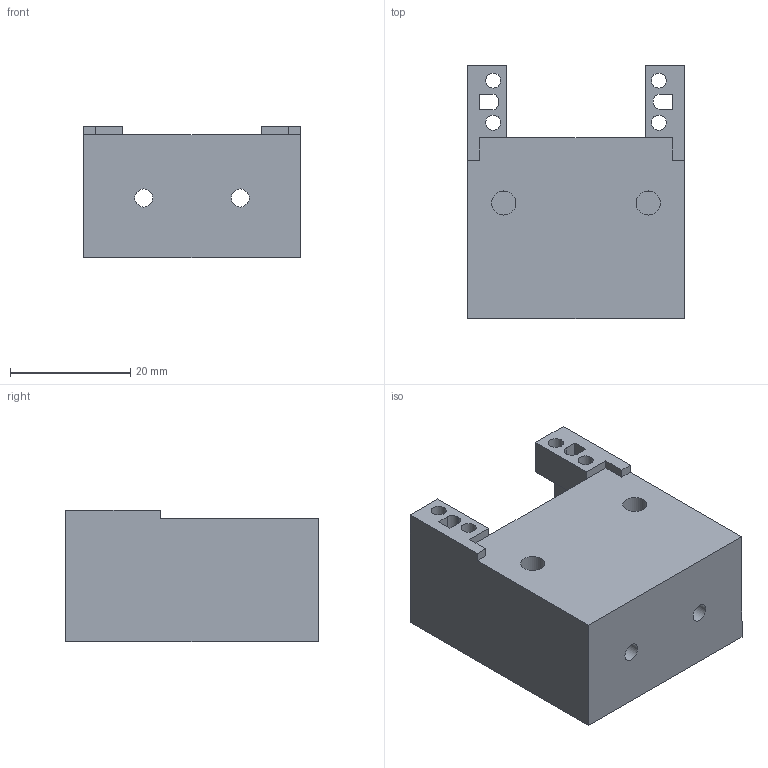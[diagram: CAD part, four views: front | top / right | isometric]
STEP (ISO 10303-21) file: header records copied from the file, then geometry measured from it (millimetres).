
FILE_DESCRIPTION(/* description */ (''),/* implementation_level */ '2;1');
FILE_NAME(/* name */ '',/* time_stamp */ '2025-12-26T15:28:07+03:00',/* author */ ('katya_notebook'),/* organization */ (''),/* preprocessor_version */ 'ST-DEVELOPER v20',/* originating_system */ 'Autodesk Inventor 2024',/* authorisation */ '');
FILE_SCHEMA (('AUTOMOTIVE_DESIGN { 1 0 10303 214 3 1 1 }'));
Length unit declared in the file: millimetre
Products named in the file (1): держатель сервомоторчика
Bounding box: 36 x 42 x 21.85 mm (x, y, z)
Volume: 13511.4 mm3; surface area: 8909.4 mm2
Topology: 1 solids, 1 shells, 42 faces, 134 edges, 106 vertices
Faces by surface type: plane 30, cylinder 12
Full cylindrical faces by diameter (mm): 2.5 x4, 3 x2, 4 x2
Entity records: 1542 total; most frequent: CARTESIAN_POINT 273, ORIENTED_EDGE 248, DIRECTION 234, EDGE_CURVE 124, LINE 100, VECTOR 100, VERTEX_POINT 82, AXIS2_PLACEMENT_3D 67
